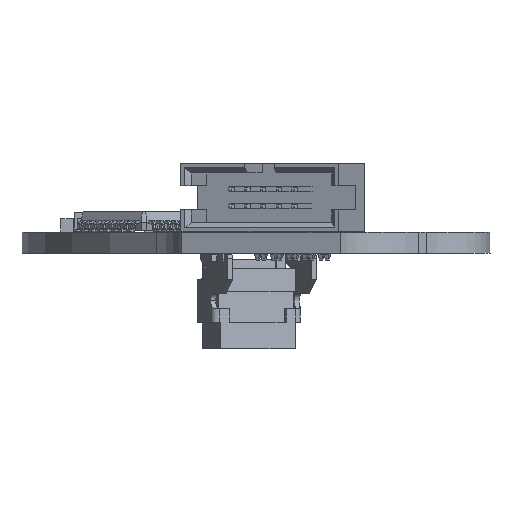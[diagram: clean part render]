
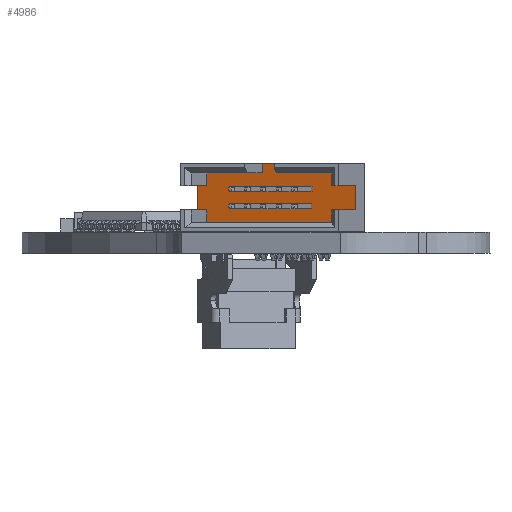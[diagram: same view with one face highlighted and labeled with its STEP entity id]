
A CAD part, front view. The second image highlights one B-rep face of the part: STEP entity #4986.
In plain terms, the highlighted planar face has unit normal (-0.366, -0.93, 0).
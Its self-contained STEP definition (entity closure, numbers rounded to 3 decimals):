
#331 = LINE ( 'NONE', #16977, #24275 ) ;
#421 = CARTESIAN_POINT ( 'NONE',  ( -11.152, -27.953, 5.113 ) ) ;
#718 = LINE ( 'NONE', #17351, #46813 ) ;
#734 = ORIENTED_EDGE ( 'NONE', *, *, #46908, .T. ) ;
#1173 = DIRECTION ( 'NONE',  ( 0., 0., 1. ) ) ;
#1993 = DIRECTION ( 'NONE',  ( 0.93, -0.367, 0. ) ) ;
#2461 = VECTOR ( 'NONE', #38682, 1000. ) ;
#3003 = EDGE_CURVE ( 'NONE', #10422, #41774, #30228, .T. ) ;
#3132 = LINE ( 'NONE', #19773, #20556 ) ;
#4465 = LINE ( 'NONE', #21106, #5966 ) ;
#4823 = VECTOR ( 'NONE', #50774, 1000. ) ;
#4897 = VERTEX_POINT ( 'NONE', #37730 ) ;
#4949 = CARTESIAN_POINT ( 'NONE',  ( -5.918, -30.014, 4.413 ) ) ;
#4986 = ADVANCED_FACE ( 'NONE', ( #42647 ), #5274, .T. ) ;
#5274 = PLANE ( 'NONE',  #35185 ) ;
#5407 = LINE ( 'NONE', #22052, #2461 ) ;
#5966 = VECTOR ( 'NONE', #37732, 1000. ) ;
#6787 = DIRECTION ( 'NONE',  ( 0., 0., -1. ) ) ;
#6866 = DIRECTION ( 'NONE',  ( -0.93, 0.367, 0. ) ) ;
#7993 = CARTESIAN_POINT ( 'NONE',  ( -16.386, -25.891, 0.713 ) ) ;
#8413 = VERTEX_POINT ( 'NONE', #32691 ) ;
#8453 = VECTOR ( 'NONE', #17064, 1000. ) ;
#8909 = LINE ( 'NONE', #25541, #48438 ) ;
#9504 = DIRECTION ( 'NONE',  ( 0., 0., 1. ) ) ;
#9770 = VECTOR ( 'NONE', #6787, 1000. ) ;
#10422 = VERTEX_POINT ( 'NONE', #18264 ) ;
#10605 = CARTESIAN_POINT ( 'NONE',  ( -11.152, -27.953, 3.463 ) ) ;
#13008 = VECTOR ( 'NONE', #9504, 1000. ) ;
#13992 = EDGE_CURVE ( 'NONE', #51942, #44702, #22744, .T. ) ;
#14393 = EDGE_CURVE ( 'NONE', #50978, #4897, #27505, .T. ) ;
#14548 = CARTESIAN_POINT ( 'NONE',  ( -5.918, -30.014, 1.663 ) ) ;
#14864 = DIRECTION ( 'NONE',  ( 0.93, -0.367, 0. ) ) ;
#15438 = DIRECTION ( 'NONE',  ( -0.93, 0.367, 0. ) ) ;
#15788 = CARTESIAN_POINT ( 'NONE',  ( -5.267, -30.271, 1.663 ) ) ;
#16202 = VECTOR ( 'NONE', #27236, 1000. ) ;
#16556 = CARTESIAN_POINT ( 'NONE',  ( -11.152, -27.953, 3.463 ) ) ;
#16683 = VECTOR ( 'NONE', #1993, 1000. ) ;
#16977 = CARTESIAN_POINT ( 'NONE',  ( -12.245, -27.522, 5.113 ) ) ;
#17064 = DIRECTION ( 'NONE',  ( -0.93, 0.367, 0. ) ) ;
#17211 = CARTESIAN_POINT ( 'NONE',  ( -12.245, -27.522, 5.113 ) ) ;
#17351 = CARTESIAN_POINT ( 'NONE',  ( -16.386, -25.891, 5.113 ) ) ;
#17487 = LINE ( 'NONE', #34129, #4823 ) ;
#18161 = CARTESIAN_POINT ( 'NONE',  ( -5.918, -30.014, 0.713 ) ) ;
#18264 = CARTESIAN_POINT ( 'NONE',  ( -5.918, -30.014, 3.463 ) ) ;
#18742 = ORIENTED_EDGE ( 'NONE', *, *, #3003, .T. ) ;
#19773 = CARTESIAN_POINT ( 'NONE',  ( -16.386, -25.891, 5.113 ) ) ;
#19953 = ORIENTED_EDGE ( 'NONE', *, *, #20237, .T. ) ;
#20237 = EDGE_CURVE ( 'NONE', #25681, #42692, #3132, .T. ) ;
#20506 = ORIENTED_EDGE ( 'NONE', *, *, #13992, .T. ) ;
#20556 = VECTOR ( 'NONE', #36413, 1000. ) ;
#21106 = CARTESIAN_POINT ( 'NONE',  ( -11.152, -27.953, 1.663 ) ) ;
#21780 = VECTOR ( 'NONE', #14864, 1000. ) ;
#21920 = CARTESIAN_POINT ( 'NONE',  ( -11.152, -27.953, 5.113 ) ) ;
#22052 = CARTESIAN_POINT ( 'NONE',  ( -10.059, -28.384, 5.113 ) ) ;
#22607 = EDGE_CURVE ( 'NONE', #41774, #8413, #36153, .T. ) ;
#22744 = LINE ( 'NONE', #39371, #16683 ) ;
#22879 = EDGE_CURVE ( 'NONE', #46429, #25681, #27590, .T. ) ;
#23416 = ORIENTED_EDGE ( 'NONE', *, *, #47478, .T. ) ;
#24275 = VECTOR ( 'NONE', #33617, 1000. ) ;
#25541 = CARTESIAN_POINT ( 'NONE',  ( -5.267, -30.271, 5.113 ) ) ;
#25681 = VERTEX_POINT ( 'NONE', #49572 ) ;
#25830 = ORIENTED_EDGE ( 'NONE', *, *, #30016, .T. ) ;
#27236 = DIRECTION ( 'NONE',  ( -0.93, 0.367, 0. ) ) ;
#27505 = LINE ( 'NONE', #44147, #9770 ) ;
#27590 = LINE ( 'NONE', #44232, #42490 ) ;
#28579 = VERTEX_POINT ( 'NONE', #18161 ) ;
#28587 = ORIENTED_EDGE ( 'NONE', *, *, #29768, .T. ) ;
#29531 = ORIENTED_EDGE ( 'NONE', *, *, #35924, .T. ) ;
#29768 = EDGE_CURVE ( 'NONE', #8413, #45439, #5407, .T. ) ;
#30016 = EDGE_CURVE ( 'NONE', #4897, #48311, #4465, .T. ) ;
#30228 = LINE ( 'NONE', #46874, #13008 ) ;
#30420 = CARTESIAN_POINT ( 'NONE',  ( -5.267, -30.271, 3.463 ) ) ;
#32691 = CARTESIAN_POINT ( 'NONE',  ( -10.059, -28.384, 4.413 ) ) ;
#33191 = DIRECTION ( 'NONE',  ( -0.93, 0.367, 0. ) ) ;
#33617 = DIRECTION ( 'NONE',  ( 0., 0., -1. ) ) ;
#33989 = DIRECTION ( 'NONE',  ( 0., 0., -1. ) ) ;
#34129 = CARTESIAN_POINT ( 'NONE',  ( -5.918, -30.014, 5.113 ) ) ;
#34385 = EDGE_CURVE ( 'NONE', #45439, #39428, #37783, .T. ) ;
#35185 = AXIS2_PLACEMENT_3D ( 'NONE', #21920, #38546, #1173 ) ;
#35605 = LINE ( 'NONE', #52255, #21780 ) ;
#35845 = VERTEX_POINT ( 'NONE', #7993 ) ;
#35924 = EDGE_CURVE ( 'NONE', #39428, #46429, #331, .T. ) ;
#36153 = LINE ( 'NONE', #52816, #48578 ) ;
#36413 = DIRECTION ( 'NONE',  ( 0., 0., -1. ) ) ;
#36747 = VERTEX_POINT ( 'NONE', #30420 ) ;
#37730 = CARTESIAN_POINT ( 'NONE',  ( -17.037, -25.635, 1.663 ) ) ;
#37732 = DIRECTION ( 'NONE',  ( 0.93, -0.367, 0. ) ) ;
#37783 = LINE ( 'NONE', #421, #8453 ) ;
#38418 = CARTESIAN_POINT ( 'NONE',  ( -17.037, -25.635, 3.463 ) ) ;
#38546 = DIRECTION ( 'NONE',  ( -0.367, -0.93, 0. ) ) ;
#38682 = DIRECTION ( 'NONE',  ( 0., 0., 1. ) ) ;
#38966 = ORIENTED_EDGE ( 'NONE', *, *, #22879, .T. ) ;
#39371 = CARTESIAN_POINT ( 'NONE',  ( -11.152, -27.953, 1.663 ) ) ;
#39428 = VERTEX_POINT ( 'NONE', #17211 ) ;
#39953 = EDGE_CURVE ( 'NONE', #35845, #28579, #35605, .T. ) ;
#40851 = CARTESIAN_POINT ( 'NONE',  ( -12.245, -27.522, 4.413 ) ) ;
#41774 = VERTEX_POINT ( 'NONE', #4949 ) ;
#42177 = DIRECTION ( 'NONE',  ( 0., 0., 1. ) ) ;
#42490 = VECTOR ( 'NONE', #6866, 1000. ) ;
#42647 = FACE_OUTER_BOUND ( 'NONE', #48121, .T. ) ;
#42692 = VERTEX_POINT ( 'NONE', #48387 ) ;
#43550 = ORIENTED_EDGE ( 'NONE', *, *, #22607, .T. ) ;
#44082 = VECTOR ( 'NONE', #33191, 1000. ) ;
#44147 = CARTESIAN_POINT ( 'NONE',  ( -17.037, -25.635, 5.113 ) ) ;
#44232 = CARTESIAN_POINT ( 'NONE',  ( -11.152, -27.953, 4.413 ) ) ;
#44702 = VERTEX_POINT ( 'NONE', #15788 ) ;
#45439 = VERTEX_POINT ( 'NONE', #53237 ) ;
#46429 = VERTEX_POINT ( 'NONE', #40851 ) ;
#46813 = VECTOR ( 'NONE', #33989, 1000. ) ;
#46874 = CARTESIAN_POINT ( 'NONE',  ( -5.918, -30.014, 5.113 ) ) ;
#46908 = EDGE_CURVE ( 'NONE', #28579, #51942, #17487, .T. ) ;
#47478 = EDGE_CURVE ( 'NONE', #36747, #10422, #47976, .T. ) ;
#47518 = ORIENTED_EDGE ( 'NONE', *, *, #50265, .T. ) ;
#47976 = LINE ( 'NONE', #10605, #16202 ) ;
#48121 = EDGE_LOOP ( 'NONE', ( #25830, #47518, #48469, #734, #20506, #48861, #23416, #18742, #43550, #28587, #50784, #29531, #38966, #19953, #48304, #49786 ) ) ;
#48304 = ORIENTED_EDGE ( 'NONE', *, *, #52461, .T. ) ;
#48311 = VERTEX_POINT ( 'NONE', #48658 ) ;
#48387 = CARTESIAN_POINT ( 'NONE',  ( -16.386, -25.891, 3.463 ) ) ;
#48438 = VECTOR ( 'NONE', #42177, 1000. ) ;
#48469 = ORIENTED_EDGE ( 'NONE', *, *, #39953, .T. ) ;
#48578 = VECTOR ( 'NONE', #15438, 1000. ) ;
#48658 = CARTESIAN_POINT ( 'NONE',  ( -16.386, -25.891, 1.663 ) ) ;
#48861 = ORIENTED_EDGE ( 'NONE', *, *, #52540, .T. ) ;
#49572 = CARTESIAN_POINT ( 'NONE',  ( -16.386, -25.891, 4.413 ) ) ;
#49786 = ORIENTED_EDGE ( 'NONE', *, *, #14393, .T. ) ;
#50265 = EDGE_CURVE ( 'NONE', #48311, #35845, #718, .T. ) ;
#50774 = DIRECTION ( 'NONE',  ( 0., 0., 1. ) ) ;
#50784 = ORIENTED_EDGE ( 'NONE', *, *, #34385, .T. ) ;
#50978 = VERTEX_POINT ( 'NONE', #38418 ) ;
#51942 = VERTEX_POINT ( 'NONE', #14548 ) ;
#52255 = CARTESIAN_POINT ( 'NONE',  ( -11.152, -27.953, 0.713 ) ) ;
#52461 = EDGE_CURVE ( 'NONE', #42692, #50978, #53941, .T. ) ;
#52540 = EDGE_CURVE ( 'NONE', #44702, #36747, #8909, .T. ) ;
#52816 = CARTESIAN_POINT ( 'NONE',  ( -11.152, -27.953, 4.413 ) ) ;
#53237 = CARTESIAN_POINT ( 'NONE',  ( -10.059, -28.384, 5.113 ) ) ;
#53941 = LINE ( 'NONE', #16556, #44082 ) ;
